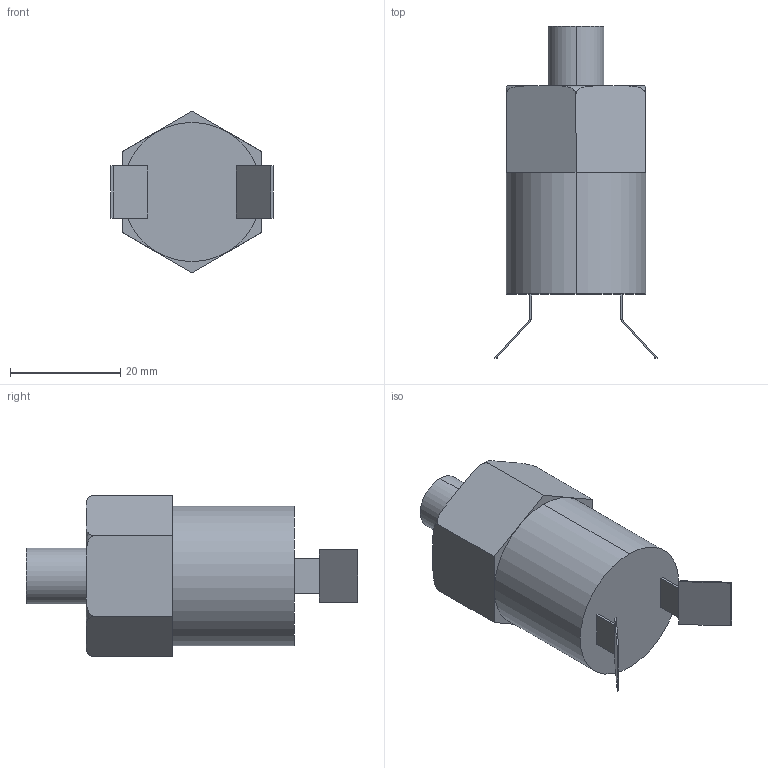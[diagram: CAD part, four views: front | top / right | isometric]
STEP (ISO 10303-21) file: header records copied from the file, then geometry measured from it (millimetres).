
FILE_DESCRIPTION (( 'STEP AP214' ), '1' );
FILE_NAME ('User Library-pressure_switch-1.STEP', '2015-02-25T16:38:02', ( 'Windows User' ), ( '' ), 'SwSTEP 2.0', 'SolidWorks 2015', '' );
FILE_SCHEMA (( 'AUTOMOTIVE_DESIGN' ));
Length unit declared in the file: millimetre
Products named in the file (1): User Library-pressure_switch-1
Bounding box: 29.44 x 60.31 x 29.32 mm (x, y, z)
Volume: 20678.6 mm3; surface area: 5270.8 mm2
Topology: 1 solids, 1 shells, 46 faces, 108 edges, 69 vertices
Faces by surface type: plane 33, torus 7, cylinder 6
Entity records: 1523 total; most frequent: CARTESIAN_POINT 404, ORIENTED_EDGE 216, DIRECTION 210, EDGE_CURVE 108, VECTOR 76, LINE 76, VERTEX_POINT 69, AXIS2_PLACEMENT_3D 67
